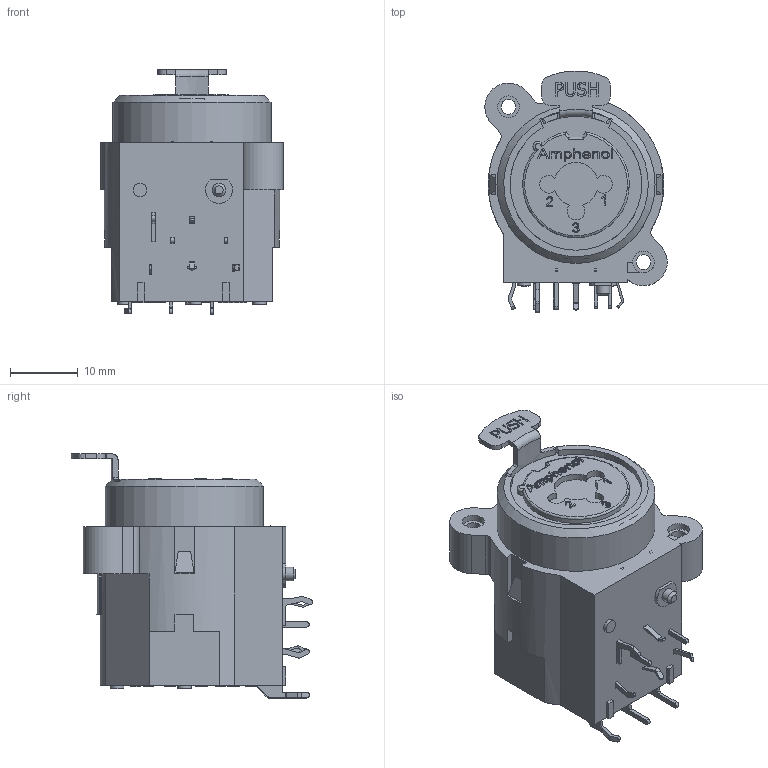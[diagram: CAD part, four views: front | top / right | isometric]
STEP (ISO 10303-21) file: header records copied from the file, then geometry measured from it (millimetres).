
FILE_DESCRIPTION(/* description */ (''),/* implementation_level */ '2;1');
FILE_NAME(/* name */ 'ACJC9H.stp',/* time_stamp */ '2026-03-31T10:17:00+11:00',/* author */ ('minh'),/* organization */ (''),/* preprocessor_version */ 'ST-DEVELOPER v19.2',/* originating_system */ 'Autodesk Inventor 2023',/* authorisation */ '');
FILE_SCHEMA (('AUTOMOTIVE_DESIGN { 1 0 10303 214 3 1 1 }'));
Length unit declared in the file: inch
Products named in the file (1): ACJC9H simplified
Bounding box: 27 x 35.76 x 36.2 mm (x, y, z)
Volume: 16350.1 mm3; surface area: 4739.3 mm2
Topology: 1 solids, 1 shells, 700 faces, 1898 edges, 1262 vertices
Faces by surface type: plane 415, bspline 190, cylinder 88, torus 5, cone 2
Full cylindrical faces by diameter (mm): 1.8 x1, 2 x5, 2.2 x2, 3.2 x4, 23.4 x1
Entity records: 23881 total; most frequent: CARTESIAN_POINT 6559, ORIENTED_EDGE 3796, DIRECTION 2729, EDGE_CURVE 1898, LINE 1293, VECTOR 1293, VERTEX_POINT 1262, EDGE_LOOP 770
